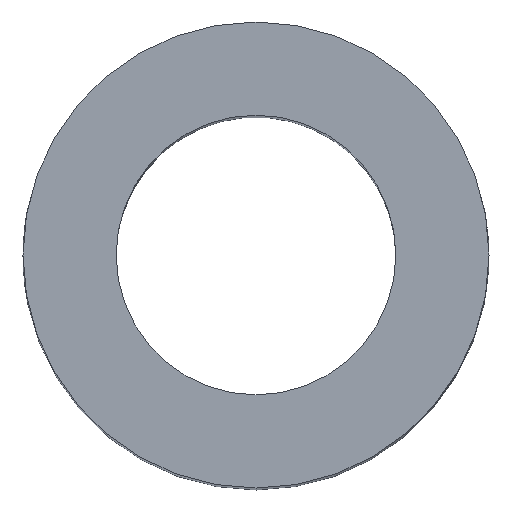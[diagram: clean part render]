
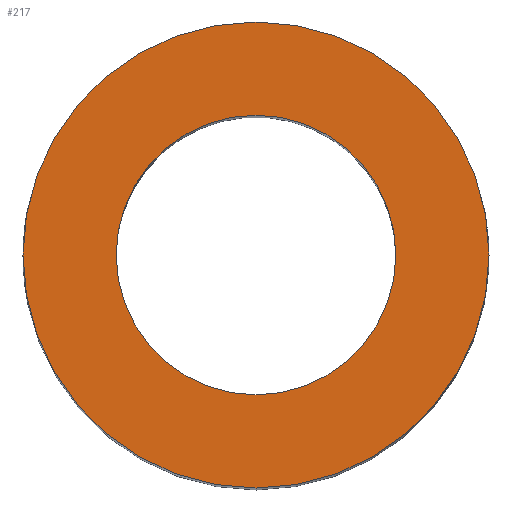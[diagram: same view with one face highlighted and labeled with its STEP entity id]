
A CAD part, top view. The second image highlights one B-rep face of the part: STEP entity #217.
In plain terms, the highlighted planar face has unit normal (0, 0, 1).
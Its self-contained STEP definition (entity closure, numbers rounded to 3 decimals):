
#15=FACE_BOUND('',#39,.T.);
#27=FACE_OUTER_BOUND('',#38,.T.);
#38=EDGE_LOOP('',(#193));
#39=EDGE_LOOP('',(#194));
#86=CIRCLE('',#250,2.5);
#88=CIRCLE('',#253,1.5);
#107=VERTEX_POINT('',#374);
#108=VERTEX_POINT('',#379);
#135=EDGE_CURVE('',#107,#107,#86,.T.);
#138=EDGE_CURVE('',#108,#108,#88,.T.);
#193=ORIENTED_EDGE('',*,*,#135,.T.);
#194=ORIENTED_EDGE('',*,*,#138,.F.);
#206=PLANE('',#254);
#217=ADVANCED_FACE('',(#27,#15),#206,.T.);
#250=AXIS2_PLACEMENT_3D('',#376,#309,#310);
#253=AXIS2_PLACEMENT_3D('',#381,#316,#317);
#254=AXIS2_PLACEMENT_3D('',#382,#318,#319);
#309=DIRECTION('center_axis',(0.,0.,1.));
#310=DIRECTION('ref_axis',(1.,0.,0.));
#316=DIRECTION('center_axis',(0.,0.,1.));
#317=DIRECTION('ref_axis',(1.,0.,0.));
#318=DIRECTION('center_axis',(0.,0.,1.));
#319=DIRECTION('ref_axis',(1.,0.,0.));
#374=CARTESIAN_POINT('',(-114.663,16.,0.));
#376=CARTESIAN_POINT('Origin',(-112.163,16.,0.));
#379=CARTESIAN_POINT('',(-113.663,16.,0.));
#381=CARTESIAN_POINT('Origin',(-112.163,16.,0.));
#382=CARTESIAN_POINT('Origin',(-112.163,14.5,0.));
